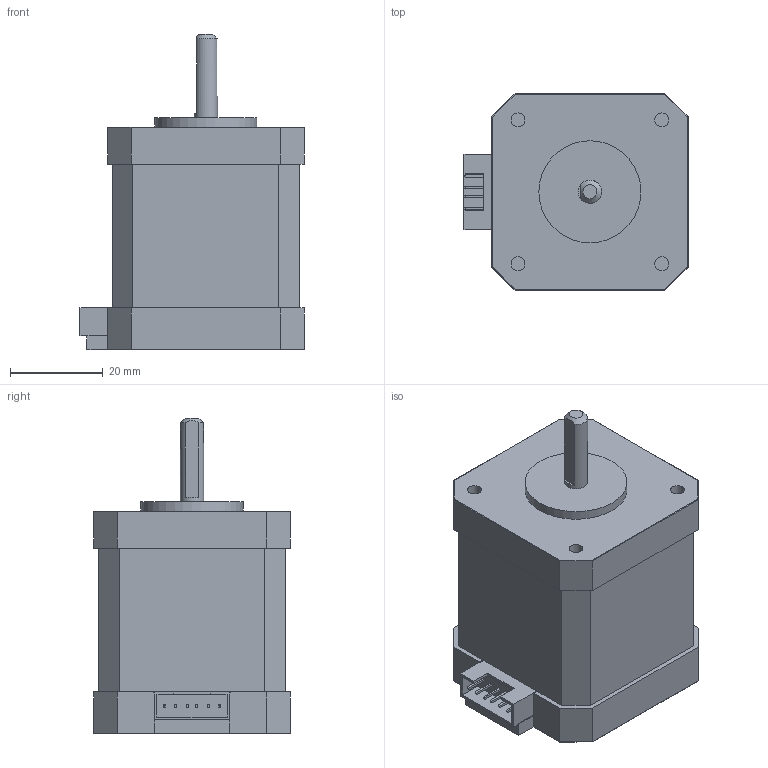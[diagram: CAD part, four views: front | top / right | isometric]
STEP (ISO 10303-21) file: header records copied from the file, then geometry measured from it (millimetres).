
FILE_DESCRIPTION(/* description */ (''),/* implementation_level */ '2;1');
FILE_NAME(/* name */ 'PM Wantai 811 Nema 17.stp',/* time_stamp */ '2015-03-22T16:05:03+08:00',/* author */ ('Phil'),/* organization */ (''),/* preprocessor_version */ 'ST-DEVELOPER v15.6',/* originating_system */ 'Autodesk Inventor 2015',/* authorisation */ '');
FILE_SCHEMA (('AUTOMOTIVE_DESIGN { 1 0 10303 214 3 1 1 }'));
Length unit declared in the file: millimetre
Products named in the file (1): PM Wantai 811  Nema 17
Bounding box: 48.3 x 42.3 x 68 mm (x, y, z)
Volume: 79794.4 mm3; surface area: 12544.6 mm2
Topology: 1 solids, 1 shells, 226 faces, 535 edges, 339 vertices
Faces by surface type: plane 186, cylinder 34, torus 4, cone 2
Full cylindrical faces by diameter (mm): 0.569 x1, 3 x4, 4.9 x4, 5 x2, 6 x4, 9.19 x1, 22 x1
Entity records: 6409 total; most frequent: CARTESIAN_POINT 1076, ORIENTED_EDGE 1024, DIRECTION 1022, EDGE_CURVE 510, LINE 450, VECTOR 450, VERTEX_POINT 337, AXIS2_PLACEMENT_3D 286
